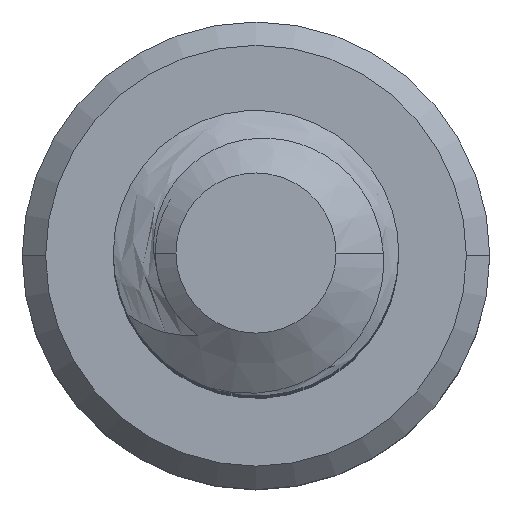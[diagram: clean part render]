
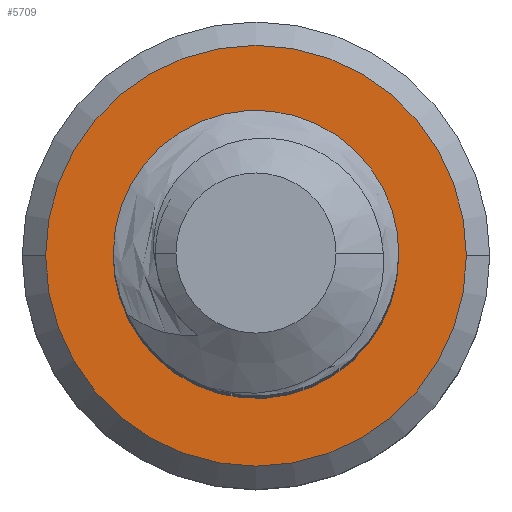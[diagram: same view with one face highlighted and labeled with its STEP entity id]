
A CAD part, top view. The second image highlights one B-rep face of the part: STEP entity #5709.
In plain terms, the highlighted planar face has unit normal (0, 0, 1).
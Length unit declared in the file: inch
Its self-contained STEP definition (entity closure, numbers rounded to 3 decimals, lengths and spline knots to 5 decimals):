
#216 = CARTESIAN_POINT ( 'NONE',  ( 0., 0.069, -0.75 ) ) ;
#219 = DIRECTION ( 'NONE',  ( 0., 0., 1. ) ) ;
#240 = CIRCLE ( 'NONE', #5433, 0.069 ) ;
#444 = ORIENTED_EDGE ( 'NONE', *, *, #3572, .T. ) ;
#611 = CARTESIAN_POINT ( 'NONE',  ( 0., 0., -0.75 ) ) ;
#620 = CARTESIAN_POINT ( 'NONE',  ( 0., -0.0487, -0.75 ) ) ;
#685 = VERTEX_POINT ( 'NONE', #620 ) ;
#863 = ORIENTED_EDGE ( 'NONE', *, *, #5183, .T. ) ;
#883 = CARTESIAN_POINT ( 'NONE',  ( -0.04834, 0.04923, -0.75 ) ) ;
#963 = CARTESIAN_POINT ( 'NONE',  ( -0.01169, -0.05058, -0.75 ) ) ;
#979 = DIRECTION ( 'NONE',  ( 1., 0., 0. ) ) ;
#983 = CARTESIAN_POINT ( 'NONE',  ( -0.04432, -0.03688, -0.75 ) ) ;
#986 = DIRECTION ( 'NONE',  ( 0., 0., -1. ) ) ;
#992 = CARTESIAN_POINT ( 'NONE',  ( 0., 0., -0.75 ) ) ;
#1088 = EDGE_CURVE ( 'NONE', #1545, #4734, #5576, .T. ) ;
#1100 = DIRECTION ( 'NONE',  ( 0., 0., -1. ) ) ;
#1286 = VERTEX_POINT ( 'NONE', #883 ) ;
#1498 = CARTESIAN_POINT ( 'NONE',  ( -0.05968, -0.0116, -0.75 ) ) ;
#1545 = VERTEX_POINT ( 'NONE', #5386 ) ;
#1555 = AXIS2_PLACEMENT_3D ( 'NONE', #611, #1100, #4673 ) ;
#1704 = DIRECTION ( 'NONE',  ( -1., 0., 0. ) ) ;
#1738 = DIRECTION ( 'NONE',  ( 0., 0., 1. ) ) ;
#1882 = CARTESIAN_POINT ( 'NONE',  ( 0., 0., -0.75 ) ) ;
#2020 = CARTESIAN_POINT ( 'NONE',  ( -0.06307, 0.00562, -0.75 ) ) ;
#2519 = CARTESIAN_POINT ( 'NONE',  ( 0.03412, -0.03475, -0.75 ) ) ;
#2526 = CARTESIAN_POINT ( 'NONE',  ( 0.03902, -0.03141, -0.75 ) ) ;
#2533 = CARTESIAN_POINT ( 'NONE',  ( 0.05565, -0.00084, -0.75 ) ) ;
#2536 = CARTESIAN_POINT ( 'NONE',  ( -0.06148, 0.02312, -0.75 ) ) ;
#2545 = CARTESIAN_POINT ( 'NONE',  ( 0.05636, 0.00496, -0.75 ) ) ;
#2560 = CARTESIAN_POINT ( 'NONE',  ( 0.05592, 0.01675, -0.75 ) ) ;
#2567 = AXIS2_PLACEMENT_3D ( 'NONE', #3251, #219, #3763 ) ;
#2581 = CARTESIAN_POINT ( 'NONE',  ( 0.05477, 0.0225, -0.75 ) ) ;
#2590 = CARTESIAN_POINT ( 'NONE',  ( 0.04868, 0.03892, -0.75 ) ) ;
#2593 = EDGE_LOOP ( 'NONE', ( #5233, #4023 ) ) ;
#2603 = CARTESIAN_POINT ( 'NONE',  ( 0.04135, 0.04877, -0.75 ) ) ;
#2612 = CARTESIAN_POINT ( 'NONE',  ( 0.02753, 0.05951, -0.75 ) ) ;
#2622 = CARTESIAN_POINT ( 'NONE',  ( 0.02239, 0.06248, -0.75 ) ) ;
#2647 = CARTESIAN_POINT ( 'NONE',  ( 0.01153, 0.06689, -0.75 ) ) ;
#2672 = CARTESIAN_POINT ( 'NONE',  ( 0., 0.069, -0.75 ) ) ;
#2709 = CARTESIAN_POINT ( 'NONE',  ( 0.00588, 0.06833, -0.75 ) ) ;
#2893 = EDGE_LOOP ( 'NONE', ( #6431, #444, #5251, #863 ) ) ;
#3042 = CARTESIAN_POINT ( 'NONE',  ( -0.05507, 0.03952, -0.75 ) ) ;
#3088 = B_SPLINE_CURVE_WITH_KNOTS ( 'NONE', 3,
 ( #2672, #2709, #2647, #2622, #2612, #2603, #2590, #2581, #2560, #2545, #2533, #6366, #6361, #6345, #2526, #2519 ),
 .UNSPECIFIED., .F., .F.,
 ( 4, 2, 2, 2, 2, 2, 2, 4 ),
 ( 0., 0.00044, 0.00089, 0.00178, 0.00222, 0.00267, 0.00311, 0.00355 ),
 .UNSPECIFIED. ) ;
#3149 = VERTEX_POINT ( 'NONE', #5588 ) ;
#3251 = CARTESIAN_POINT ( 'NONE',  ( 0., 0., -0.75 ) ) ;
#3379 = EDGE_CURVE ( 'NONE', #4066, #1286, #240, .T. ) ;
#3545 = CARTESIAN_POINT ( 'NONE',  ( 0., -0.0487, -0.75 ) ) ;
#3562 = CARTESIAN_POINT ( 'NONE',  ( -0.04834, 0.04923, -0.75 ) ) ;
#3572 = EDGE_CURVE ( 'NONE', #4066, #3149, #3088, .T. ) ;
#3650 = PLANE ( 'NONE',  #1555 ) ;
#3763 = DIRECTION ( 'NONE',  ( -1., 0., 0. ) ) ;
#3899 = EDGE_CURVE ( 'NONE', #3149, #685, #3990, .T. ) ;
#3912 = DIRECTION ( 'NONE',  ( 1., 0., 0. ) ) ;
#3914 = FACE_BOUND ( 'NONE', #2893, .T. ) ;
#3928 = DIRECTION ( 'NONE',  ( 0., 0., 1. ) ) ;
#3937 = CARTESIAN_POINT ( 'NONE',  ( 0., 0., -0.75 ) ) ;
#3990 = CIRCLE ( 'NONE', #5911, 0.0487 ) ;
#4023 = ORIENTED_EDGE ( 'NONE', *, *, #1088, .T. ) ;
#4043 = CARTESIAN_POINT ( 'NONE',  ( -0.02368, -0.04845, -0.75 ) ) ;
#4066 = VERTEX_POINT ( 'NONE', #216 ) ;
#4072 = FACE_OUTER_BOUND ( 'NONE', #2593, .T. ) ;
#4508 = CARTESIAN_POINT ( 'NONE',  ( -0.1017, 0., -0.75 ) ) ;
#4563 = CARTESIAN_POINT ( 'NONE',  ( -0.05226, -0.02769, -0.75 ) ) ;
#4673 = DIRECTION ( 'NONE',  ( -1., 0., 0. ) ) ;
#4734 = VERTEX_POINT ( 'NONE', #4508 ) ;
#5021 = B_SPLINE_CURVE_WITH_KNOTS ( 'NONE', 3,
 ( #3545, #963, #4043, #983, #4563, #1498, #5078, #2020, #5582, #2536, #6029, #3042, #6476, #3562 ),
 .UNSPECIFIED., .F., .F.,
 ( 4, 2, 2, 2, 2, 2, 4 ),
 ( 0., 0.00089, 0.00178, 0.00222, 0.00267, 0.00311, 0.00356 ),
 .UNSPECIFIED. ) ;
#5078 = CARTESIAN_POINT ( 'NONE',  ( -0.06135, -0.00599, -0.75 ) ) ;
#5183 = EDGE_CURVE ( 'NONE', #685, #1286, #5021, .T. ) ;
#5233 = ORIENTED_EDGE ( 'NONE', *, *, #5411, .T. ) ;
#5251 = ORIENTED_EDGE ( 'NONE', *, *, #3899, .T. ) ;
#5356 = CIRCLE ( 'NONE', #2567, 0.1017 ) ;
#5386 = CARTESIAN_POINT ( 'NONE',  ( 0.1017, 0., -0.75 ) ) ;
#5411 = EDGE_CURVE ( 'NONE', #4734, #1545, #5356, .T. ) ;
#5433 = AXIS2_PLACEMENT_3D ( 'NONE', #3937, #3928, #3912 ) ;
#5560 = AXIS2_PLACEMENT_3D ( 'NONE', #1882, #1738, #1704 ) ;
#5576 = CIRCLE ( 'NONE', #5560, 0.1017 ) ;
#5582 = CARTESIAN_POINT ( 'NONE',  ( -0.06309, 0.01154, -0.75 ) ) ;
#5588 = CARTESIAN_POINT ( 'NONE',  ( 0.03412, -0.03475, -0.75 ) ) ;
#5709 = ADVANCED_FACE ( 'NONE', ( #4072, #3914 ), #3650, .F. ) ;
#5911 = AXIS2_PLACEMENT_3D ( 'NONE', #992, #986, #979 ) ;
#6029 = CARTESIAN_POINT ( 'NONE',  ( -0.05982, 0.02885, -0.75 ) ) ;
#6345 = CARTESIAN_POINT ( 'NONE',  ( 0.04312, -0.02719, -0.75 ) ) ;
#6361 = CARTESIAN_POINT ( 'NONE',  ( 0.04983, -0.01748, -0.75 ) ) ;
#6366 = CARTESIAN_POINT ( 'NONE',  ( 0.05234, -0.0122, -0.75 ) ) ;
#6431 = ORIENTED_EDGE ( 'NONE', *, *, #3379, .F. ) ;
#6476 = CARTESIAN_POINT ( 'NONE',  ( -0.052, 0.0446, -0.75 ) ) ;
